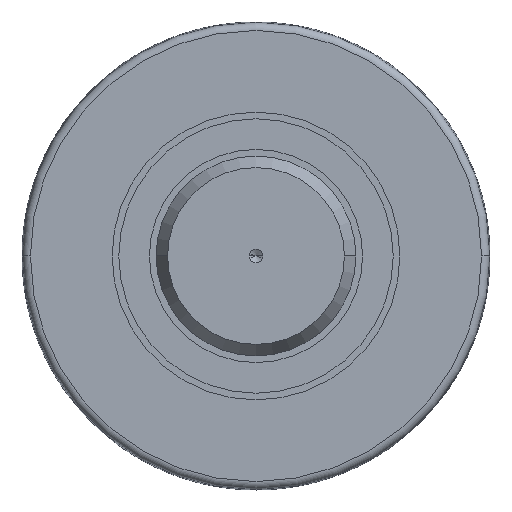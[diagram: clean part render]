
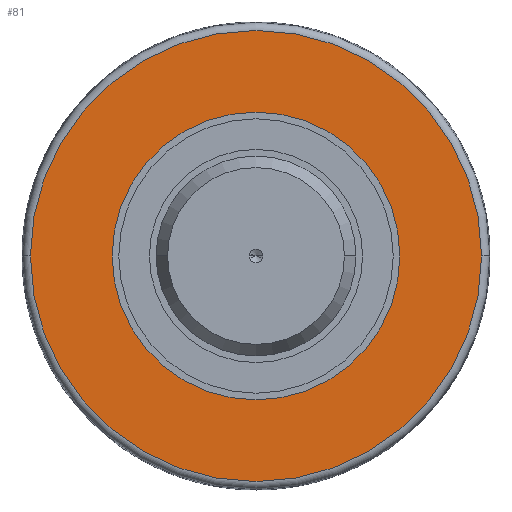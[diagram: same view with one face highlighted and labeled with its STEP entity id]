
A CAD part, left-side view. The second image highlights one B-rep face of the part: STEP entity #81.
In plain terms, the highlighted planar face has unit normal (-1, 0, 0).
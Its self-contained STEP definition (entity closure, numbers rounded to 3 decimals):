
#81=ADVANCED_FACE('',(#129,#130),#131,.F.);
#129=FACE_OUTER_BOUND('',#218,.T.);
#130=FACE_BOUND('',#219,.T.);
#131=PLANE('',#220);
#218=EDGE_LOOP('',(#336,#337));
#219=EDGE_LOOP('',(#338,#339));
#220=AXIS2_PLACEMENT_3D('',#340,#341,#342);
#336=ORIENTED_EDGE('',*,*,#593,.F.);
#337=ORIENTED_EDGE('',*,*,#594,.T.);
#338=ORIENTED_EDGE('',*,*,#589,.F.);
#339=ORIENTED_EDGE('',*,*,#592,.T.);
#340=CARTESIAN_POINT('',(11.5,0.0,0.0));
#341=DIRECTION('',(1.0,0.0,0.0));
#342=DIRECTION('',(0.0,1.0,0.0));
#589=EDGE_CURVE('',#683,#684,#685,.T.);
#592=EDGE_CURVE('',#683,#684,#688,.T.);
#593=EDGE_CURVE('',#689,#690,#691,.T.);
#594=EDGE_CURVE('',#689,#690,#692,.T.);
#683=VERTEX_POINT('',#816);
#684=VERTEX_POINT('',#817);
#685=CIRCLE('',#818,54.0);
#688=CIRCLE('',#823,54.0);
#689=VERTEX_POINT('',#824);
#690=VERTEX_POINT('',#825);
#691=CIRCLE('',#826,84.648);
#692=CIRCLE('',#827,84.648);
#816=CARTESIAN_POINT('',(11.5,54.0,0.0));
#817=CARTESIAN_POINT('',(11.5,-54.0,0.0));
#818=AXIS2_PLACEMENT_3D('',#979,#980,#981);
#823=AXIS2_PLACEMENT_3D('',#984,#985,#986);
#824=CARTESIAN_POINT('',(11.5,84.648,0.));
#825=CARTESIAN_POINT('',(11.5,-84.648,0.));
#826=AXIS2_PLACEMENT_3D('',#987,#988,#989);
#827=AXIS2_PLACEMENT_3D('',#990,#991,#992);
#979=CARTESIAN_POINT('',(11.5,0.0,0.0));
#980=DIRECTION('',(-1.0,0.0,0.0));
#981=DIRECTION('',(0.0,1.0,0.0));
#984=CARTESIAN_POINT('',(11.5,0.0,0.0));
#985=DIRECTION('',(1.0,0.0,0.0));
#986=DIRECTION('',(0.0,1.0,0.0));
#987=CARTESIAN_POINT('',(11.5,0.0,0.0));
#988=DIRECTION('',(1.0,0.0,0.0));
#989=DIRECTION('',(0.0,1.0,0.0));
#990=CARTESIAN_POINT('',(11.5,0.0,0.0));
#991=DIRECTION('',(-1.0,0.0,0.0));
#992=DIRECTION('',(0.0,1.0,0.0));
